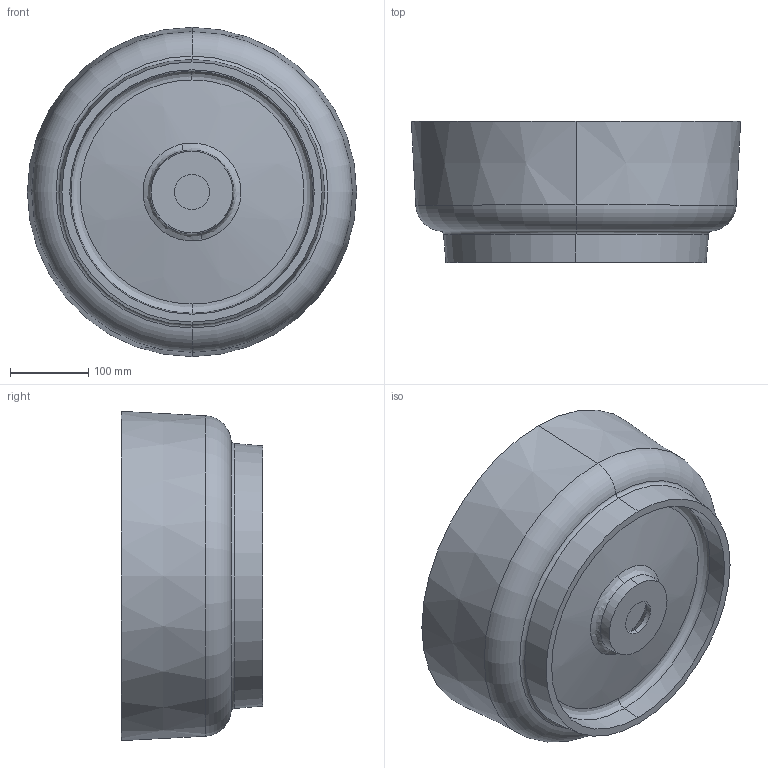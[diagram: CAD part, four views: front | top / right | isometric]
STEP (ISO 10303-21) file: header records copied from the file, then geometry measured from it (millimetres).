
FILE_DESCRIPTION (( 'STEP AP214' ), '1' );
FILE_NAME ('Marta 420.STEP', '2020-09-30T12:10:21', ( '' ), ( '' ), 'SwSTEP 2.0', 'SolidWorks 2018', '' );
FILE_SCHEMA (( 'AUTOMOTIVE_DESIGN' ));
Length unit declared in the file: millimetre
Products named in the file (1): Marta 420
Bounding box: 420 x 180 x 420 mm (x, y, z)
Volume: 3441883.4 mm3; surface area: 659284.5 mm2
Topology: 2 solids, 2 shells, 101 faces, 236 edges, 136 vertices
Faces by surface type: bspline 41, torus 27, cone 20, plane 11, cylinder 2
Entity records: 7134 total; most frequent: CARTESIAN_POINT 5050, ORIENTED_EDGE 460, DIRECTION 395, EDGE_CURVE 230, AXIS2_PLACEMENT_3D 188, VERTEX_POINT 136, CIRCLE 127, EDGE_LOOP 106
